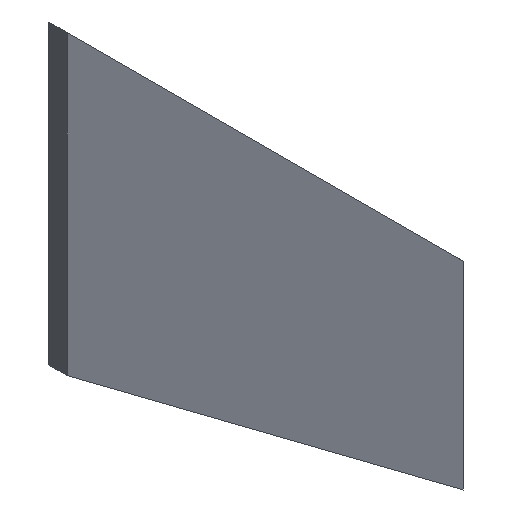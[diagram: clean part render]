
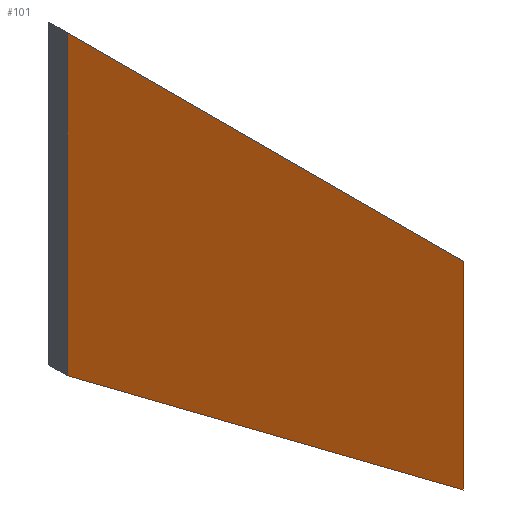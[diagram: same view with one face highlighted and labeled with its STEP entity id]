
A CAD part, isometric view. The second image highlights one B-rep face of the part: STEP entity #101.
In plain terms, the highlighted planar face has unit normal (0, -1, 0).
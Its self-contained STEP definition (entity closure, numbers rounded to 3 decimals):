
#15=FACE_OUTER_BOUND('',#21,.T.);
#21=EDGE_LOOP('',(#71,#72,#73,#74));
#27=LINE('',#157,#39);
#28=LINE('',#159,#40);
#29=LINE('',#161,#41);
#30=LINE('',#162,#42);
#39=VECTOR('',#131,10.);
#40=VECTOR('',#132,10.);
#41=VECTOR('',#133,10.);
#42=VECTOR('',#134,10.);
#51=VERTEX_POINT('',#155);
#52=VERTEX_POINT('',#156);
#53=VERTEX_POINT('',#158);
#54=VERTEX_POINT('',#160);
#59=EDGE_CURVE('',#51,#52,#27,.T.);
#60=EDGE_CURVE('',#52,#53,#28,.T.);
#61=EDGE_CURVE('',#53,#54,#29,.T.);
#62=EDGE_CURVE('',#54,#51,#30,.T.);
#71=ORIENTED_EDGE('',*,*,#59,.T.);
#72=ORIENTED_EDGE('',*,*,#60,.T.);
#73=ORIENTED_EDGE('',*,*,#61,.T.);
#74=ORIENTED_EDGE('',*,*,#62,.T.);
#95=PLANE('',#121);
#101=ADVANCED_FACE('',(#15),#95,.T.);
#121=AXIS2_PLACEMENT_3D('',#154,#129,#130);
#129=DIRECTION('center_axis',(0.,-1.,0.));
#130=DIRECTION('ref_axis',(0.,0.,-1.));
#131=DIRECTION('',(-0.707,0.,0.707));
#132=DIRECTION('',(0.,0.,-1.));
#133=DIRECTION('',(0.8,0.,-0.6));
#134=DIRECTION('',(0.,0.,1.));
#154=CARTESIAN_POINT('Origin',(28.4,-0.75,4.));
#155=CARTESIAN_POINT('',(44.4,-0.75,-4.));
#156=CARTESIAN_POINT('',(12.4,-0.75,28.));
#157=CARTESIAN_POINT('',(12.4,-0.75,28.));
#158=CARTESIAN_POINT('',(12.4,-0.75,4.));
#159=CARTESIAN_POINT('',(12.4,-0.75,4.));
#160=CARTESIAN_POINT('',(44.4,-0.75,-20.));
#161=CARTESIAN_POINT('',(12.4,-0.75,4.));
#162=CARTESIAN_POINT('',(44.4,-0.75,-4.));
